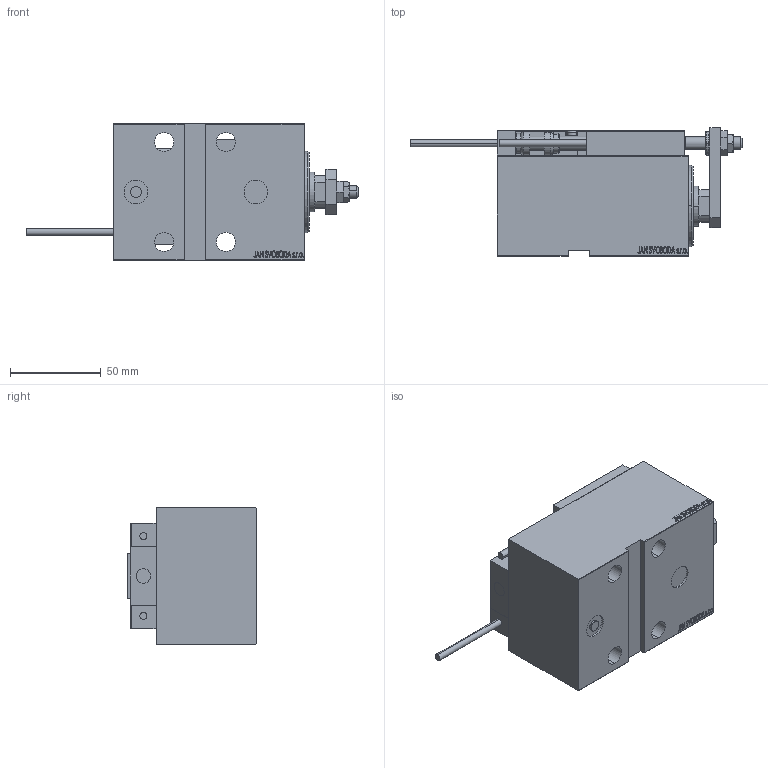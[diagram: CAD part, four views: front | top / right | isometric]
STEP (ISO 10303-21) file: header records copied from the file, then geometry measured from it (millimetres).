
FILE_DESCRIPTION (( 'STEP AP203' ), '1' );
FILE_NAME ('56f5.STEP', '2024-02-12T06:52:46', ( '' ), ( '' ), 'SwSTEP 2.0', 'SolidWorks 2019', '' );
FILE_SCHEMA (( 'CONFIG_CONTROL_DESIGN' ));
Length unit declared in the file: millimetre
Products named in the file (16): V450CM_E_Body 62fa5735fc945c345191a891232dfef6; SWITCH_X_FRONT_BACK 62fa5735fc945c345191a891232dfef6; V450CM_E_VCP 62fa5735fc945c345191a891232dfef6; ALLEN BOLT D8 62fa5735fc945c345191a891232dfef6; KONCOVKA 62fa5735fc945c345191a891232dfef6; SWITCH DIM B,W 62fa5735fc945c345191a891232dfef6; SWITCH X 62fa5735fc945c345191a891232dfef6; TYC_L79 62fa5735fc945c345191a891232dfef6; MAGNET 62fa5735fc945c345191a891232dfef6; 56f5; ZARAZKA 62fa5735fc945c345191a891232dfef6; Block 62fa5735fc945c345191a891232dfef6; NUT_D12 62fa5735fc945c345191a891232dfef6; NUT_D10 62fa5735fc945c345191a891232dfef6; ALLEN BOLT D5 62fa5735fc945c345191a891232dfef6; V450CM_VC_B 62fa5735fc945c345191a891232dfef6
Assembly tree (25 placements, depth 3):
  56f5
    V450CM_E_Body 62fa5735fc945c345191a891232dfef6
    V450CM_E_VCP 62fa5735fc945c345191a891232dfef6
    V450CM_VC_B 62fa5735fc945c345191a891232dfef6
    SWITCH X 62fa5735fc945c345191a891232dfef6
      SWITCH_X_FRONT_BACK 62fa5735fc945c345191a891232dfef6  x2
      TYC_L79 62fa5735fc945c345191a891232dfef6
      Block 62fa5735fc945c345191a891232dfef6  x2
      ALLEN BOLT D5 62fa5735fc945c345191a891232dfef6  x4
      ALLEN BOLT D8 62fa5735fc945c345191a891232dfef6  x4
      MAGNET 62fa5735fc945c345191a891232dfef6  x2
      KONCOVKA 62fa5735fc945c345191a891232dfef6  x2
    SWITCH DIM B,W 62fa5735fc945c345191a891232dfef6
    ZARAZKA 62fa5735fc945c345191a891232dfef6
    NUT_D10 62fa5735fc945c345191a891232dfef6
    NUT_D12 62fa5735fc945c345191a891232dfef6
Bounding box: 182.7 x 70.5 x 75 mm (x, y, z)
Volume: 439904.2 mm3; surface area: 95332.8 mm2
Topology: 24 solids, 24 shells, 1283 faces, 3076 edges, 1966 vertices
Faces by surface type: plane 568, bspline 380, cylinder 174, cone 113, torus 44, sphere 4
Entity records: 49761 total; most frequent: CARTESIAN_POINT 25371, ORIENTED_EDGE 5172, DIRECTION 3445, EDGE_CURVE 2586, VERTEX_POINT 1690, LINE 1501, VECTOR 1501, EDGE_LOOP 1188
